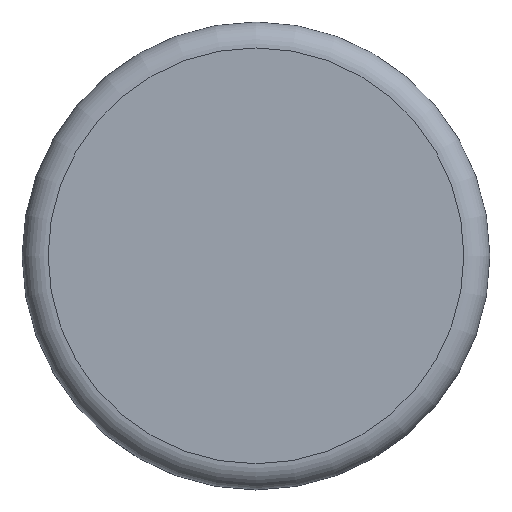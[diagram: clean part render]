
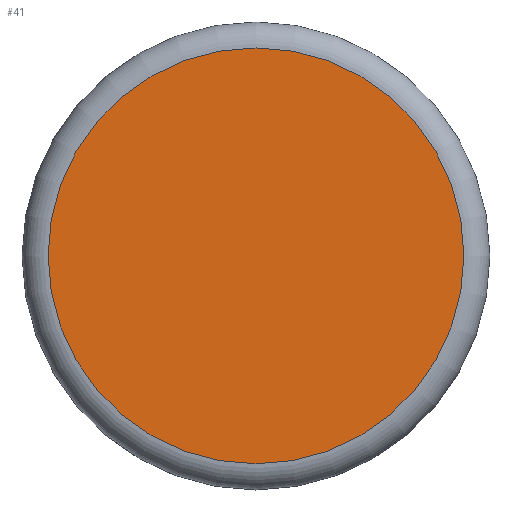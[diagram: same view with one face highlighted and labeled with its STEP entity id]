
A CAD part, top view. The second image highlights one B-rep face of the part: STEP entity #41.
In plain terms, the highlighted planar face has unit normal (0, 0, 1).
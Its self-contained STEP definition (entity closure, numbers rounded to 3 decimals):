
#41 = ADVANCED_FACE( '', ( #92 ), #93, .F. );
#92 = FACE_OUTER_BOUND( '', #165, .T. );
#93 = PLANE( '', #166 );
#165 = EDGE_LOOP( '', ( #232 ) );
#166 = AXIS2_PLACEMENT_3D( '', #233, #234, #235 );
#232 = ORIENTED_EDGE( '', *, *, #332, .T. );
#233 = CARTESIAN_POINT( '', ( 9., 0., 16.4 ) );
#234 = DIRECTION( '', ( 0., 0., -1. ) );
#235 = DIRECTION( '', ( -1., 0., 0. ) );
#332 = EDGE_CURVE( '', #365, #365, #366, .F. );
#365 = VERTEX_POINT( '', #414 );
#366 = CIRCLE( '', #415, 8. );
#414 = CARTESIAN_POINT( '', ( -8., 0., 16.4 ) );
#415 = AXIS2_PLACEMENT_3D( '', #462, #463, #464 );
#462 = CARTESIAN_POINT( '', ( 0., 0., 16.4 ) );
#463 = DIRECTION( '', ( 0., 0., -1. ) );
#464 = DIRECTION( '', ( -1., 0., 0. ) );
